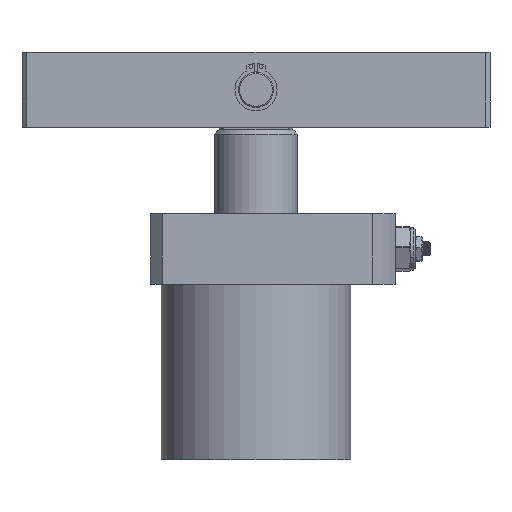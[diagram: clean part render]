
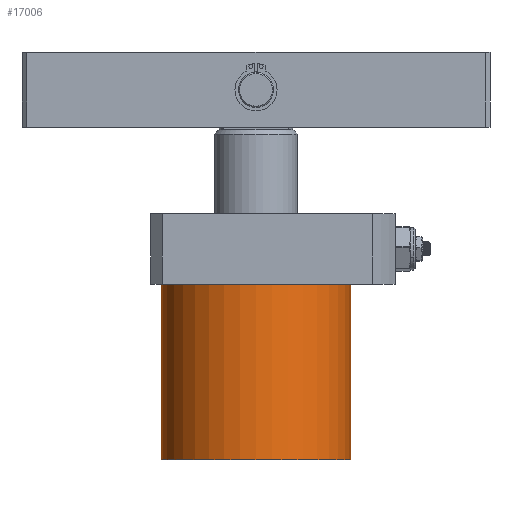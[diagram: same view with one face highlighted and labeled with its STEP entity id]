
A CAD part, front view. The second image highlights one B-rep face of the part: STEP entity #17006.
In plain terms, the highlighted cylindrical face has radius 40.5 mm (diameter 81 mm), a partial arc.
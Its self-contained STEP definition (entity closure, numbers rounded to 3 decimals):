
#64 = CARTESIAN_POINT ( 'NONE',  ( 0., 0., 75. ) ) ;
#673 = CARTESIAN_POINT ( 'NONE',  ( 40.5, 0., 0. ) ) ;
#788 = AXIS2_PLACEMENT_3D ( 'NONE', #11153, #5739, #18120 ) ;
#1033 = CIRCLE ( 'NONE', #788, 40.5 ) ;
#1069 = AXIS2_PLACEMENT_3D ( 'NONE', #64, #19501, #2067 ) ;
#2067 = DIRECTION ( 'NONE',  ( -1., 0., 0. ) ) ;
#2529 = CARTESIAN_POINT ( 'NONE',  ( 0., 0., 75. ) ) ;
#3432 = DIRECTION ( 'NONE',  ( 0., 0., -1. ) ) ;
#3644 = CARTESIAN_POINT ( 'NONE',  ( 40.5, 0., 75. ) ) ;
#4327 = ORIENTED_EDGE ( 'NONE', *, *, #13406, .T. ) ;
#5308 = VERTEX_POINT ( 'NONE', #15312 ) ;
#5346 = VECTOR ( 'NONE', #3432, 1000. ) ;
#5739 = DIRECTION ( 'NONE',  ( 0., 0., 1. ) ) ;
#6131 = DIRECTION ( 'NONE',  ( -1., 0., 0. ) ) ;
#6543 = VECTOR ( 'NONE', #14345, 1000. ) ;
#7076 = CARTESIAN_POINT ( 'NONE',  ( -40.5, 0., 0. ) ) ;
#7405 = CIRCLE ( 'NONE', #1069, 40.5 ) ;
#7436 = EDGE_LOOP ( 'NONE', ( #14065, #12167, #21396, #4327 ) ) ;
#7587 = VERTEX_POINT ( 'NONE', #13053 ) ;
#11153 = CARTESIAN_POINT ( 'NONE',  ( 0., 0., 0. ) ) ;
#11855 = EDGE_CURVE ( 'NONE', #5308, #18765, #16306, .T. ) ;
#12167 = ORIENTED_EDGE ( 'NONE', *, *, #21789, .T. ) ;
#12183 = CARTESIAN_POINT ( 'NONE',  ( -40.5, 0., 75. ) ) ;
#13053 = CARTESIAN_POINT ( 'NONE',  ( 40.5, 0., 75. ) ) ;
#13406 = EDGE_CURVE ( 'NONE', #18765, #21882, #1033, .T. ) ;
#13804 = CYLINDRICAL_SURFACE ( 'NONE', #21165, 40.5 ) ;
#14065 = ORIENTED_EDGE ( 'NONE', *, *, #16539, .F. ) ;
#14345 = DIRECTION ( 'NONE',  ( 0., 0., -1. ) ) ;
#14883 = FACE_OUTER_BOUND ( 'NONE', #7436, .T. ) ;
#15312 = CARTESIAN_POINT ( 'NONE',  ( -40.5, 0., 75. ) ) ;
#16306 = LINE ( 'NONE', #12183, #6543 ) ;
#16539 = EDGE_CURVE ( 'NONE', #7587, #21882, #22493, .T. ) ;
#17006 = ADVANCED_FACE ( 'NONE', ( #14883 ), #13804, .T. ) ;
#18120 = DIRECTION ( 'NONE',  ( -1., 0., 0. ) ) ;
#18765 = VERTEX_POINT ( 'NONE', #7076 ) ;
#19501 = DIRECTION ( 'NONE',  ( 0., 0., -1. ) ) ;
#21165 = AXIS2_PLACEMENT_3D ( 'NONE', #2529, #21800, #6131 ) ;
#21396 = ORIENTED_EDGE ( 'NONE', *, *, #11855, .T. ) ;
#21789 = EDGE_CURVE ( 'NONE', #7587, #5308, #7405, .T. ) ;
#21800 = DIRECTION ( 'NONE',  ( 0., 0., -1. ) ) ;
#21882 = VERTEX_POINT ( 'NONE', #673 ) ;
#22493 = LINE ( 'NONE', #3644, #5346 ) ;
